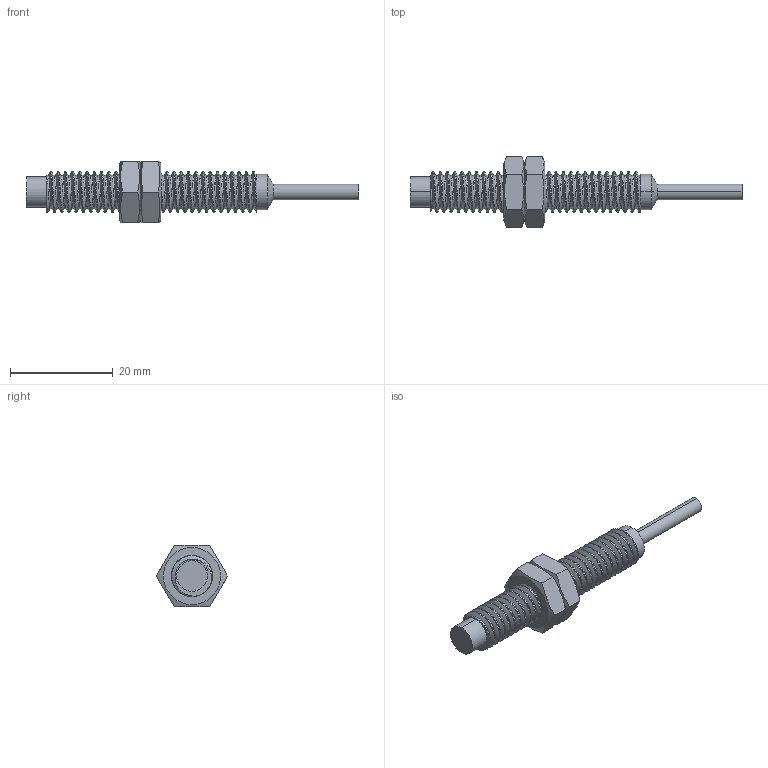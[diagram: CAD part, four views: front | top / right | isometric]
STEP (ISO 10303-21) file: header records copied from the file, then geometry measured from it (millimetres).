
FILE_DESCRIPTION (( 'STEP AP214' ), '1' );
FILE_NAME ('PXINDTRN08-02NO_3D.STEP', '2022-11-11T20:19:41', ( '' ), ( '' ), 'SwSTEP 2.0', 'SolidWorks 2022', '' );
FILE_SCHEMA (( 'AUTOMOTIVE_DESIGN' ));
Length unit declared in the file: inch
Products named in the file (1): PXINDTRN08-02NO_3D
Bounding box: 64.7 x 13.86 x 12 mm (x, y, z)
Volume: 2562.6 mm3; surface area: 2566.6 mm2
Topology: 2 solids, 2 shells, 96 faces, 261 edges, 174 vertices
Faces by surface type: cylinder 68, plane 19, bspline 7, cone 2
Entity records: 15691 total; most frequent: CARTESIAN_POINT 12393, ORIENTED_EDGE 522, DIRECTION 303, EDGE_CURVE 261, VERTEX_POINT 174, AXIS2_PLACEMENT_3D 111, EDGE_LOOP 103, B_SPLINE_CURVE_WITH_KNOTS 98
